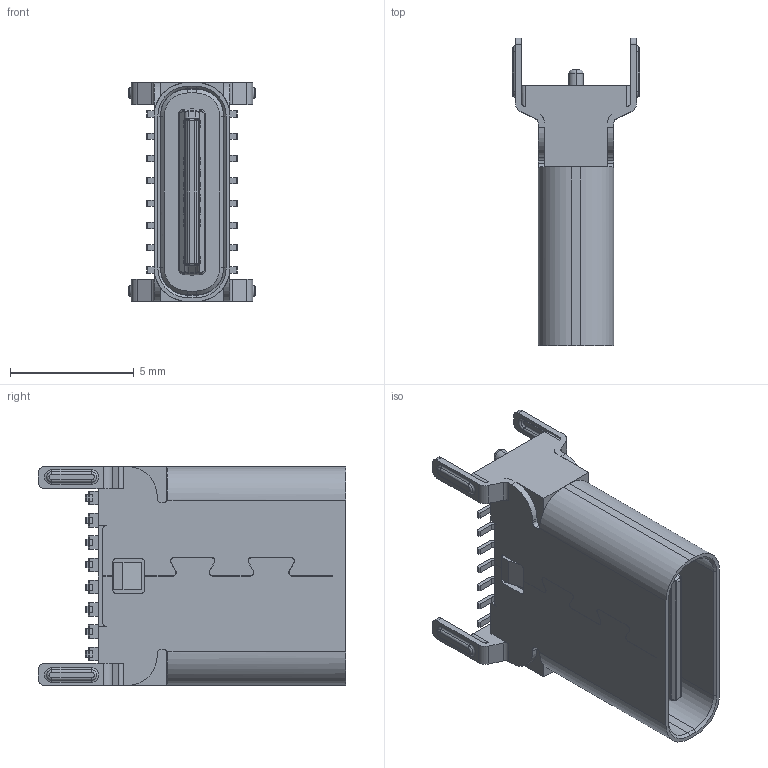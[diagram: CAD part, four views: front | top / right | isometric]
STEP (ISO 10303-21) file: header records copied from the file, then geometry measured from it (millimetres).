
FILE_DESCRIPTION((''),'2;1');
FILE_NAME('TPC_16P_CB_SW0002','2023-11-06T',('Administrator'),(''),'PRO/ENGINEER BY PARAMETRIC TECHNOLOGY CORPORATION, 2011310','PRO/ENGINEER BY PARAMETRIC TECHNOLOGY CORPORATION, 2011310','');
FILE_SCHEMA(('CONFIG_CONTROL_DESIGN'));
Length unit declared in the file: millimetre
Products named in the file (1): TPC_16P_CB_SW0002
Bounding box: 5.14 x 12.42 x 8.84 mm (x, y, z)
Volume: 180.5 mm3; surface area: 552.6 mm2
Topology: 1 solids, 1 shells, 883 faces, 2422 edges, 1566 vertices
Faces by surface type: plane 589, cylinder 198, bspline 52, torus 32, cone 8, sphere 4
Entity records: 29755 total; most frequent: CARTESIAN_POINT 7523, ORIENTED_EDGE 4844, DIRECTION 4298, EDGE_CURVE 2422, VECTOR 1790, LINE 1790, VERTEX_POINT 1566, AXIS2_PLACEMENT_3D 1254
